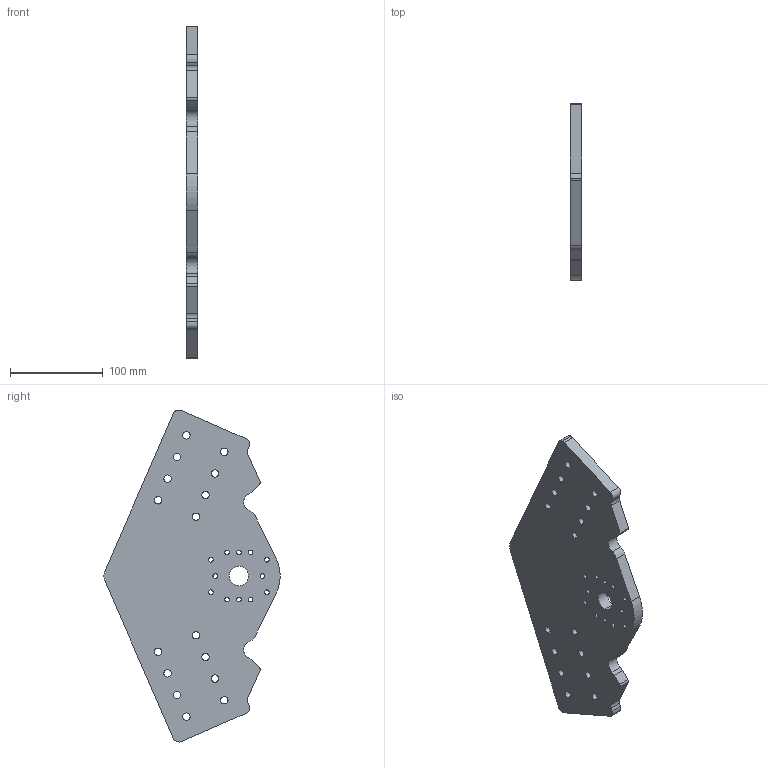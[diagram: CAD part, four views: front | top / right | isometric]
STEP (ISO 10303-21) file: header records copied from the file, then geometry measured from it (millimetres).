
FILE_DESCRIPTION (( 'STEP AP214' ), '1' );
FILE_NAME ('SMILE Wing Face Plate.STEP', '2025-10-07T18:24:33', ( '' ), ( '' ), 'SwSTEP 2.0', 'SolidWorks 2024', '' );
FILE_SCHEMA (( 'AUTOMOTIVE_DESIGN' ));
Length unit declared in the file: inch
Products named in the file (1): SMILE Wing Face Plate
Bounding box: 12.7 x 189.64 x 357.02 mm (x, y, z)
Volume: 530955.1 mm3; surface area: 103260.5 mm2
Topology: 1 solids, 1 shells, 89 faces, 261 edges, 174 vertices
Faces by surface type: cylinder 75, plane 14
Entity records: 3188 total; most frequent: DIRECTION 591, CARTESIAN_POINT 525, ORIENTED_EDGE 522, EDGE_CURVE 261, AXIS2_PLACEMENT_3D 240, VERTEX_POINT 174, CIRCLE 150, EDGE_LOOP 147
